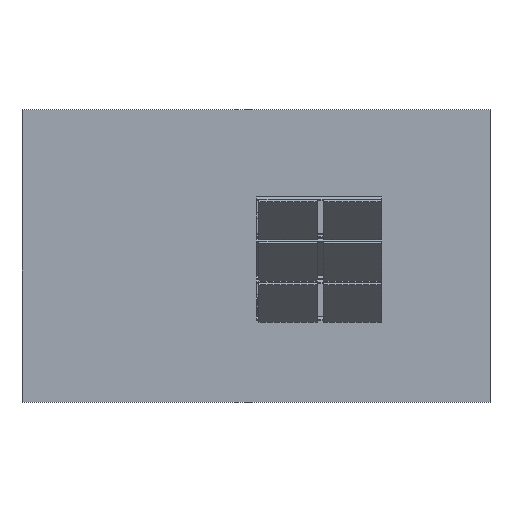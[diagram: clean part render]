
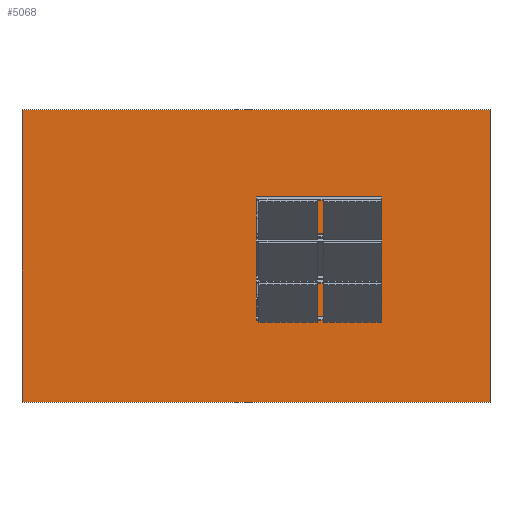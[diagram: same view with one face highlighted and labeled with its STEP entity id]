
A CAD part, top view. The second image highlights one B-rep face of the part: STEP entity #5068.
In plain terms, the highlighted planar face has unit normal (0, 0, 1).
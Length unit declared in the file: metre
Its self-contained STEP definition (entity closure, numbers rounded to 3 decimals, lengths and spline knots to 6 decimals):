
#76=CIRCLE('',#5416,0.99);
#213=ORIENTED_EDGE('',*,*,#1677,.F.);
#214=ORIENTED_EDGE('',*,*,#1680,.T.);
#215=ORIENTED_EDGE('',*,*,#1692,.T.);
#216=ORIENTED_EDGE('',*,*,#1689,.T.);
#217=ORIENTED_EDGE('',*,*,#1687,.T.);
#218=ORIENTED_EDGE('',*,*,#1691,.T.);
#1677=EDGE_CURVE('',#2423,#2424,#3000,.T.);
#1680=EDGE_CURVE('',#2423,#2424,#76,.F.);
#1687=EDGE_CURVE('',#2429,#2430,#3009,.T.);
#1689=EDGE_CURVE('',#2431,#2429,#3011,.T.);
#1691=EDGE_CURVE('',#2430,#2432,#3013,.T.);
#1692=EDGE_CURVE('',#2432,#2431,#3014,.T.);
#2423=VERTEX_POINT('',#7096);
#2424=VERTEX_POINT('',#7097);
#2429=VERTEX_POINT('',#7113);
#2430=VERTEX_POINT('',#7115);
#2431=VERTEX_POINT('',#7119);
#2432=VERTEX_POINT('',#7123);
#3000=LINE('',#7095,#3682);
#3009=LINE('',#7116,#3691);
#3011=LINE('',#7120,#3693);
#3013=LINE('',#7124,#3695);
#3014=LINE('',#7126,#3696);
#3682=VECTOR('',#5764,1.);
#3691=VECTOR('',#5781,1.);
#3693=VECTOR('',#5785,1.);
#3695=VECTOR('',#5789,1.);
#3696=VECTOR('',#5792,1.);
#4364=EDGE_LOOP('',(#213,#214));
#4365=EDGE_LOOP('',(#215,#216,#217,#218));
#4608=FACE_BOUND('',#4364,.T.);
#4609=FACE_BOUND('',#4365,.T.);
#4851=PLANE('',#5421);
#5068=ADVANCED_FACE('',(#4608,#4609),#4851,.T.);
#5416=AXIS2_PLACEMENT_3D('',#7101,#5769,#5770);
#5421=AXIS2_PLACEMENT_3D('',#7125,#5790,#5791);
#5764=DIRECTION('',(0.,-1.,0.));
#5769=DIRECTION('',(0.,0.,1.));
#5770=DIRECTION('',(1.,0.,0.));
#5781=DIRECTION('',(-1.,0.,0.));
#5785=DIRECTION('',(0.,1.,0.));
#5789=DIRECTION('',(0.,-1.,0.));
#5790=DIRECTION('',(0.,0.,1.));
#5791=DIRECTION('',(-1.,0.,0.));
#5792=DIRECTION('',(1.,0.,0.));
#7095=CARTESIAN_POINT('',(0.,1.98,0.05));
#7096=CARTESIAN_POINT('',(0.,1.98,0.05));
#7097=CARTESIAN_POINT('',(0.,0.,0.05));
#7101=CARTESIAN_POINT('',(0.,0.99,0.05));
#7113=CARTESIAN_POINT('',(4.,3.5,0.05));
#7115=CARTESIAN_POINT('',(-4.,3.5,0.05));
#7116=CARTESIAN_POINT('',(4.,3.5,0.05));
#7119=CARTESIAN_POINT('',(4.,-1.5,0.05));
#7120=CARTESIAN_POINT('',(4.,-1.5,0.05));
#7123=CARTESIAN_POINT('',(-4.,-1.5,0.05));
#7124=CARTESIAN_POINT('',(-4.,3.5,0.05));
#7125=CARTESIAN_POINT('',(4.,3.5,0.05));
#7126=CARTESIAN_POINT('',(-4.,-1.5,0.05));
